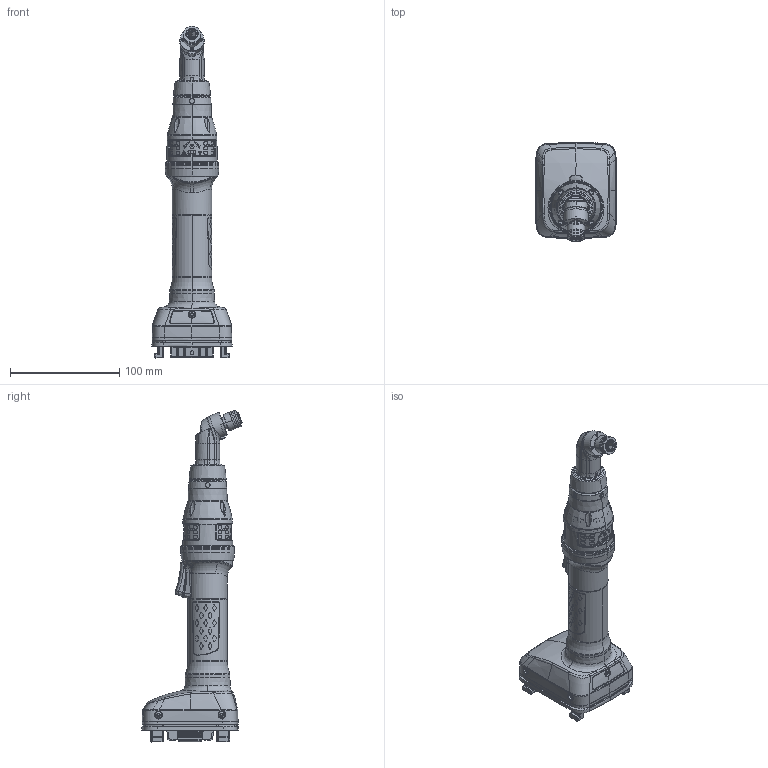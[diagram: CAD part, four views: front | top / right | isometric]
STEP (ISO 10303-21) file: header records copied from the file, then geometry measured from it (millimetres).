
FILE_DESCRIPTION((''),'2;1');
FILE_NAME('EXT_COMP_SW0013','2022-03-31T08:58:47',('INEdipo'),(''),'CREO PARAMETRIC BY PTC INC, 2020281','CREO PARAMETRIC BY PTC INC, 2020281','');
FILE_SCHEMA(('CONFIG_CONTROL_DESIGN'));
Length unit declared in the file: inch
Products named in the file (1): EXT_COMP_SW0013
Bounding box: 73.4 x 91.84 x 304.13 mm (x, y, z)
Volume: 466412.1 mm3; surface area: 77278.9 mm2
Topology: 2 solids, 7 shells, 3707 faces, 9408 edges, 5870 vertices
Faces by surface type: bspline 1238, plane 977, cylinder 777, extrusion 296, torus 233, cone 133, sphere 48, revolution 5
Entity records: 193862 total; most frequent: CARTESIAN_POINT 115049, ORIENTED_EDGE 18794, DIRECTION 12398, EDGE_CURVE 9397, VERTEX_POINT 5870, AXIS2_PLACEMENT_3D 4400, B_SPLINE_CURVE_WITH_KNOTS 4169, EDGE_LOOP 3905
